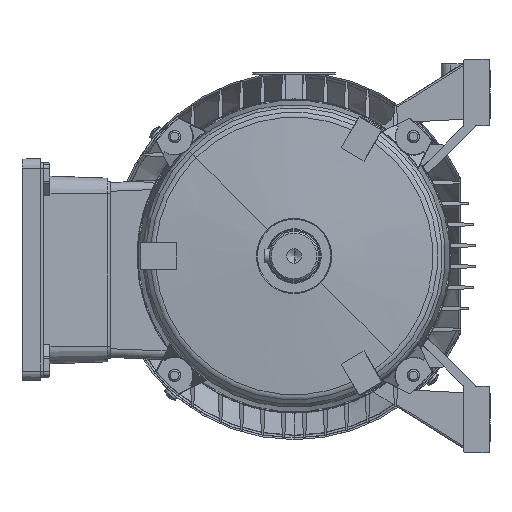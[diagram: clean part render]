
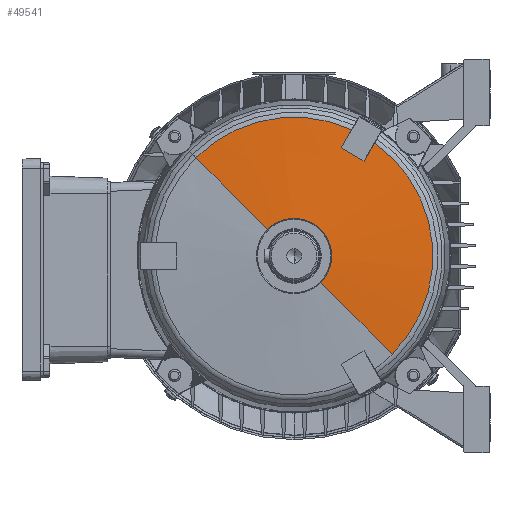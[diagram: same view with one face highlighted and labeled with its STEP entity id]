
A CAD part, left-side view. The second image highlights one B-rep face of the part: STEP entity #49541.
In plain terms, the highlighted conical face has half-angle 85.595 degrees and reference radius 21 mm.
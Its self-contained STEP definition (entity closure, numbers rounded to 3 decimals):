
#243 = VERTEX_POINT ( 'NONE', #37682 ) ;
#3890 = DIRECTION ( 'NONE',  ( -1., 0., 0. ) ) ;
#7541 = DIRECTION ( 'NONE',  ( -1., 0., 0. ) ) ;
#8224 = CARTESIAN_POINT ( 'NONE',  ( -3.882, 70.522, 11.132 ) ) ;
#8391 = EDGE_CURVE ( 'NONE', #75338, #103896, #98274, .T. ) ;
#8889 = CARTESIAN_POINT ( 'NONE',  ( -4.495, 0., 79.357 ) ) ;
#9485 = LINE ( 'NONE', #138244, #93667 ) ;
#15637 = CARTESIAN_POINT ( 'NONE',  ( -3.575, 66.658, 10.096 ) ) ;
#23287 = CARTESIAN_POINT ( 'NONE',  ( -4.495, 0., -79.357 ) ) ;
#23417 = DIRECTION ( 'NONE',  ( 1., 0., 0. ) ) ;
#25742 = DIRECTION ( 'NONE',  ( -0.077, 0., -0.997 ) ) ;
#25824 = VERTEX_POINT ( 'NONE', #137009 ) ;
#26480 = LINE ( 'NONE', #49393, #51169 ) ;
#29180 = ORIENTED_EDGE ( 'NONE', *, *, #132525, .T. ) ;
#29347 = EDGE_LOOP ( 'NONE', ( #29180, #32070, #79908, #148787, #59723, #45937, #65077, #72757 ) ) ;
#30329 = EDGE_CURVE ( 'NONE', #243, #25824, #81202, .T. ) ;
#32070 = ORIENTED_EDGE ( 'NONE', *, *, #101339, .T. ) ;
#34706 = DIRECTION ( 'NONE',  ( 0., 0., -1. ) ) ;
#37682 = CARTESIAN_POINT ( 'NONE',  ( -4.495, 78.251, 13.203 ) ) ;
#39797 = CARTESIAN_POINT ( 'NONE',  ( -3.575, 62.776, 24.585 ) ) ;
#41245 = VERTEX_POINT ( 'NONE', #147646 ) ;
#41460 = EDGE_CURVE ( 'NONE', #41245, #103896, #9485, .T. ) ;
#41844 = DIRECTION ( 'NONE',  ( 0., 0., -1. ) ) ;
#44131 = CIRCLE ( 'NONE', #73262, 21.553 ) ;
#45937 = ORIENTED_EDGE ( 'NONE', *, *, #60953, .T. ) ;
#49393 = CARTESIAN_POINT ( 'NONE',  ( 0., 0., -21. ) ) ;
#49541 = ADVANCED_FACE ( 'NONE', ( #116976 ), #133602, .T. ) ;
#51169 = VECTOR ( 'NONE', #25742, 1000. ) ;
#59723 = ORIENTED_EDGE ( 'NONE', *, *, #115661, .T. ) ;
#60953 = EDGE_CURVE ( 'NONE', #69578, #75338, #108104, .T. ) ;
#65077 = ORIENTED_EDGE ( 'NONE', *, *, #8391, .T. ) ;
#66676 = AXIS2_PLACEMENT_3D ( 'NONE', #124687, #139085, #34706 ) ;
#69578 = VERTEX_POINT ( 'NONE', #39797 ) ;
#72757 = ORIENTED_EDGE ( 'NONE', *, *, #41460, .F. ) ;
#73262 = AXIS2_PLACEMENT_3D ( 'NONE', #111946, #7541, #41844 ) ;
#75338 = VERTEX_POINT ( 'NONE', #90275 ) ;
#75845 = CARTESIAN_POINT ( 'NONE',  ( -3.533, 64.07, 19.756 ) ) ;
#76082 = CARTESIAN_POINT ( 'NONE',  ( -4.495, 78.251, 13.203 ) ) ;
#79613 = DIRECTION ( 'NONE',  ( -0.077, 0., 0.997 ) ) ;
#79705 = EDGE_CURVE ( 'NONE', #117045, #243, #126967, .T. ) ;
#79908 = ORIENTED_EDGE ( 'NONE', *, *, #79705, .T. ) ;
#81202 = B_SPLINE_CURVE_WITH_KNOTS ( 'NONE', 3,
 ( #76082, #112637, #8224, #148467 ),
 .UNSPECIFIED., .F., .F.,
 ( 4, 4 ),
 ( 0., 0.012 ),
 .UNSPECIFIED. ) ;
#87410 = AXIS2_PLACEMENT_3D ( 'NONE', #97628, #3890, #96865 ) ;
#90275 = CARTESIAN_POINT ( 'NONE',  ( -4.495, 74.369, 27.692 ) ) ;
#93667 = VECTOR ( 'NONE', #79613, 1000. ) ;
#96865 = DIRECTION ( 'NONE',  ( 0., 0., 1. ) ) ;
#97628 = CARTESIAN_POINT ( 'NONE',  ( 0., 0., 0. ) ) ;
#98274 = CIRCLE ( 'NONE', #66676, 79.357 ) ;
#101339 = EDGE_CURVE ( 'NONE', #133176, #117045, #26480, .T. ) ;
#103896 = VERTEX_POINT ( 'NONE', #8889 ) ;
#107556 = CARTESIAN_POINT ( 'NONE',  ( -3.575, 62.776, 24.585 ) ) ;
#108104 = B_SPLINE_CURVE_WITH_KNOTS ( 'NONE', 3,
 ( #107556, #108277, #139067, #142614 ),
 .UNSPECIFIED., .F., .F.,
 ( 4, 4 ),
 ( 0., 0.012 ),
 .UNSPECIFIED. ) ;
#108277 = CARTESIAN_POINT ( 'NONE',  ( -3.882, 66.64, 25.621 ) ) ;
#108598 = CARTESIAN_POINT ( 'NONE',  ( -3.533, 65.364, 14.926 ) ) ;
#110118 = CARTESIAN_POINT ( 'NONE',  ( -3.575, 62.776, 24.585 ) ) ;
#111946 = CARTESIAN_POINT ( 'NONE',  ( -0.043, 0., 0. ) ) ;
#112637 = CARTESIAN_POINT ( 'NONE',  ( -4.188, 74.387, 12.167 ) ) ;
#115661 = EDGE_CURVE ( 'NONE', #25824, #69578, #125556, .T. ) ;
#116976 = FACE_OUTER_BOUND ( 'NONE', #29347, .T. ) ;
#117045 = VERTEX_POINT ( 'NONE', #23287 ) ;
#124687 = CARTESIAN_POINT ( 'NONE',  ( -4.495, 0., 0. ) ) ;
#125556 = B_SPLINE_CURVE_WITH_KNOTS ( 'NONE', 3,
 ( #15637, #108598, #75845, #110118 ),
 .UNSPECIFIED., .F., .F.,
 ( 4, 4 ),
 ( 0., 0.015 ),
 .UNSPECIFIED. ) ;
#126373 = DIRECTION ( 'NONE',  ( 0., 0., -1. ) ) ;
#126967 = CIRCLE ( 'NONE', #136728, 79.357 ) ;
#132525 = EDGE_CURVE ( 'NONE', #41245, #133176, #44131, .T. ) ;
#133176 = VERTEX_POINT ( 'NONE', #138763 ) ;
#133602 = CONICAL_SURFACE ( 'NONE', #87410, 21., 1.494 ) ;
#136728 = AXIS2_PLACEMENT_3D ( 'NONE', #149980, #23417, #126373 ) ;
#137009 = CARTESIAN_POINT ( 'NONE',  ( -3.575, 66.658, 10.096 ) ) ;
#138244 = CARTESIAN_POINT ( 'NONE',  ( 0., 0., 21. ) ) ;
#138763 = CARTESIAN_POINT ( 'NONE',  ( -0.043, 0., -21.553 ) ) ;
#139067 = CARTESIAN_POINT ( 'NONE',  ( -4.188, 70.504, 26.656 ) ) ;
#139085 = DIRECTION ( 'NONE',  ( 1., 0., 0. ) ) ;
#142614 = CARTESIAN_POINT ( 'NONE',  ( -4.495, 74.369, 27.692 ) ) ;
#147646 = CARTESIAN_POINT ( 'NONE',  ( -0.043, 0., 21.553 ) ) ;
#148467 = CARTESIAN_POINT ( 'NONE',  ( -3.575, 66.658, 10.096 ) ) ;
#148787 = ORIENTED_EDGE ( 'NONE', *, *, #30329, .T. ) ;
#149980 = CARTESIAN_POINT ( 'NONE',  ( -4.495, 0., 0. ) ) ;
